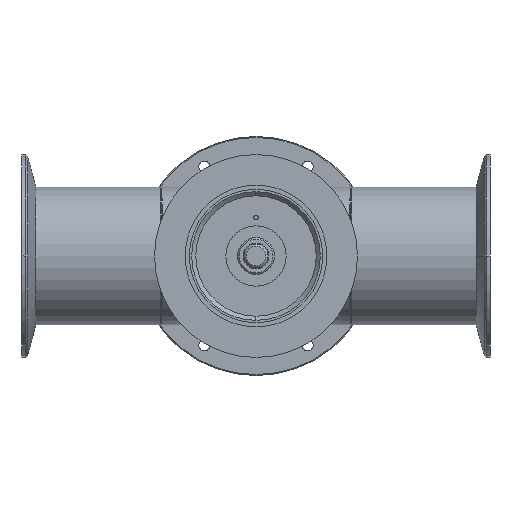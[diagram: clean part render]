
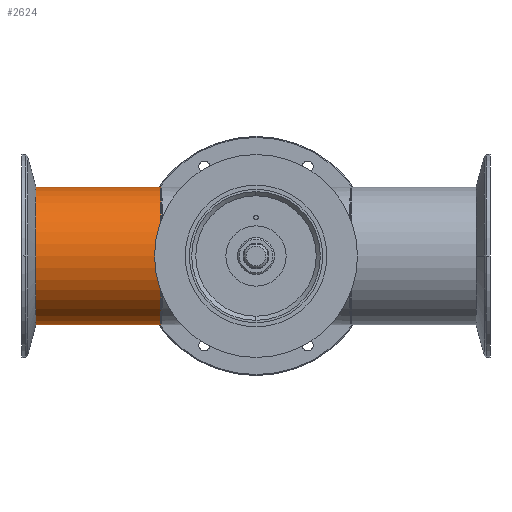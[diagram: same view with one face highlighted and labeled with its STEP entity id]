
A CAD part, left-side view. The second image highlights one B-rep face of the part: STEP entity #2624.
In plain terms, the highlighted cylindrical face has radius 25.4 mm (diameter 50.8 mm), a partial arc.
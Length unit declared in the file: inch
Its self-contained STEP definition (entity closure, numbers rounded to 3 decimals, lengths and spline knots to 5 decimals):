
#3 = VERTEX_POINT ( 'NONE', #1214 ) ;
#198 = EDGE_CURVE ( 'NONE', #221, #3, #10482, .T. ) ;
#221 = VERTEX_POINT ( 'NONE', #13267 ) ;
#1214 = CARTESIAN_POINT ( 'NONE',  ( 1.25, 3.23, -1. ) ) ;
#1534 = EDGE_CURVE ( 'NONE', #221, #9588, #10617, .T. ) ;
#1604 = EDGE_CURVE ( 'NONE', #3, #14953, #6404, .T. ) ;
#1861 = EDGE_CURVE ( 'NONE', #14953, #9588, #12733, .T. ) ;
#2073 = CYLINDRICAL_SURFACE ( 'NONE', #14910, 1. ) ;
#2624 = ADVANCED_FACE ( 'NONE', ( #14656 ), #2073, .T. ) ;
#3924 = CARTESIAN_POINT ( 'NONE',  ( 1.25, 1.385, 1. ) ) ;
#4662 = ORIENTED_EDGE ( 'NONE', *, *, #1534, .F. ) ;
#5421 = AXIS2_PLACEMENT_3D ( 'NONE', #8702, #8668, #8617 ) ;
#6329 = ORIENTED_EDGE ( 'NONE', *, *, #198, .T. ) ;
#6404 = LINE ( 'NONE', #13789, #9909 ) ;
#8274 = EDGE_LOOP ( 'NONE', ( #4662, #6329, #10374, #11964 ) ) ;
#8617 = DIRECTION ( 'NONE',  ( 0., 0., -1. ) ) ;
#8668 = DIRECTION ( 'NONE',  ( 0., 1., 0. ) ) ;
#8702 = CARTESIAN_POINT ( 'NONE',  ( 1.25, 1.385, 0. ) ) ;
#8925 = AXIS2_PLACEMENT_3D ( 'NONE', #13217, #13213, #12951 ) ;
#9588 = VERTEX_POINT ( 'NONE', #3924 ) ;
#9909 = VECTOR ( 'NONE', #13835, 39.37008 ) ;
#10374 = ORIENTED_EDGE ( 'NONE', *, *, #1604, .T. ) ;
#10482 = CIRCLE ( 'NONE', #8925, 1. ) ;
#10617 = LINE ( 'NONE', #14294, #12923 ) ;
#11319 = CARTESIAN_POINT ( 'NONE',  ( 1.25, 1.385, -1. ) ) ;
#11964 = ORIENTED_EDGE ( 'NONE', *, *, #1861, .T. ) ;
#12733 = CIRCLE ( 'NONE', #5421, 1. ) ;
#12761 = DIRECTION ( 'NONE',  ( 0., -1., 0. ) ) ;
#12775 = DIRECTION ( 'NONE',  ( 0., 0., -1. ) ) ;
#12811 = CARTESIAN_POINT ( 'NONE',  ( 1.25, 3.25, 0. ) ) ;
#12923 = VECTOR ( 'NONE', #14204, 39.37008 ) ;
#12951 = DIRECTION ( 'NONE',  ( 0., 0., -1. ) ) ;
#13213 = DIRECTION ( 'NONE',  ( 0., -1., 0. ) ) ;
#13217 = CARTESIAN_POINT ( 'NONE',  ( 1.25, 3.23, 0. ) ) ;
#13267 = CARTESIAN_POINT ( 'NONE',  ( 1.25, 3.23, 1. ) ) ;
#13789 = CARTESIAN_POINT ( 'NONE',  ( 1.25, 3.25, -1. ) ) ;
#13835 = DIRECTION ( 'NONE',  ( 0., -1., 0. ) ) ;
#14204 = DIRECTION ( 'NONE',  ( 0., -1., 0. ) ) ;
#14294 = CARTESIAN_POINT ( 'NONE',  ( 1.25, 3.25, 1. ) ) ;
#14656 = FACE_OUTER_BOUND ( 'NONE', #8274, .T. ) ;
#14910 = AXIS2_PLACEMENT_3D ( 'NONE', #12811, #12761, #12775 ) ;
#14953 = VERTEX_POINT ( 'NONE', #11319 ) ;
